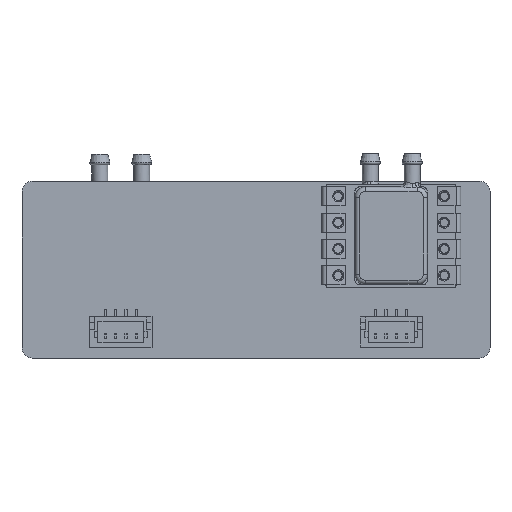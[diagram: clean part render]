
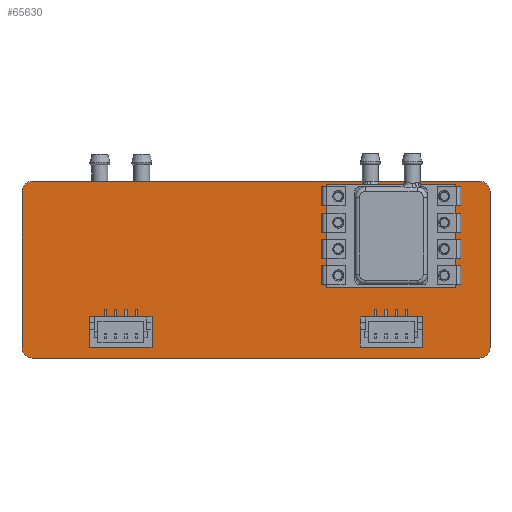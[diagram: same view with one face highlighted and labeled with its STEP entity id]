
A CAD part, top view. The second image highlights one B-rep face of the part: STEP entity #65630.
In plain terms, the highlighted planar face has unit normal (0, 0, 1).
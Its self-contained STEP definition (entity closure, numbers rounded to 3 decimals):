
#65000 = VERTEX_POINT('',#65001);
#65001 = CARTESIAN_POINT('',(-22.5,-16.,1.6));
#65008 = CYLINDRICAL_SURFACE('',#65009,1.);
#65009 = AXIS2_PLACEMENT_3D('',#65010,#65011,#65012);
#65010 = CARTESIAN_POINT('',(-21.5,-16.,0.));
#65011 = DIRECTION('',(-0.,-0.,-1.));
#65012 = DIRECTION('',(1.,0.,-0.));
#65020 = PLANE('',#65021);
#65021 = AXIS2_PLACEMENT_3D('',#65022,#65023,#65024);
#65022 = CARTESIAN_POINT('',(-22.5,-16.,0.));
#65023 = DIRECTION('',(-1.,0.,0.));
#65024 = DIRECTION('',(0.,1.,0.));
#65032 = EDGE_CURVE('',#65000,#65033,#65035,.T.);
#65033 = VERTEX_POINT('',#65034);
#65034 = CARTESIAN_POINT('',(-21.5,-17.,1.6));
#65035 = SURFACE_CURVE('',#65036,(#65041,#65048),.PCURVE_S1.);
#65036 = CIRCLE('',#65037,1.);
#65037 = AXIS2_PLACEMENT_3D('',#65038,#65039,#65040);
#65038 = CARTESIAN_POINT('',(-21.5,-16.,1.6));
#65039 = DIRECTION('',(0.,0.,1.));
#65040 = DIRECTION('',(1.,0.,-0.));
#65041 = PCURVE('',#65008,#65042);
#65042 = DEFINITIONAL_REPRESENTATION('',(#65043),#65047);
#65043 = LINE('',#65044,#65045);
#65044 = CARTESIAN_POINT('',(-0.,-1.6));
#65045 = VECTOR('',#65046,1.);
#65046 = DIRECTION('',(-1.,0.));
#65047 = ( GEOMETRIC_REPRESENTATION_CONTEXT(2) 
PARAMETRIC_REPRESENTATION_CONTEXT() REPRESENTATION_CONTEXT('2D SPACE',''
  ) );
#65048 = PCURVE('',#65049,#65054);
#65049 = PLANE('',#65050);
#65050 = AXIS2_PLACEMENT_3D('',#65051,#65052,#65053);
#65051 = CARTESIAN_POINT('',(0.,-8.5,1.6));
#65052 = DIRECTION('',(0.,0.,1.));
#65053 = DIRECTION('',(1.,0.,-0.));
#65054 = DEFINITIONAL_REPRESENTATION('',(#65055),#65059);
#65055 = CIRCLE('',#65056,1.);
#65056 = AXIS2_PLACEMENT_2D('',#65057,#65058);
#65057 = CARTESIAN_POINT('',(-21.5,-7.5));
#65058 = DIRECTION('',(1.,0.));
#65059 = ( GEOMETRIC_REPRESENTATION_CONTEXT(2) 
PARAMETRIC_REPRESENTATION_CONTEXT() REPRESENTATION_CONTEXT('2D SPACE',''
  ) );
#65077 = PLANE('',#65078);
#65078 = AXIS2_PLACEMENT_3D('',#65079,#65080,#65081);
#65079 = CARTESIAN_POINT('',(21.5,-17.,0.));
#65080 = DIRECTION('',(0.,-1.,0.));
#65081 = DIRECTION('',(-1.,0.,0.));
#65120 = EDGE_CURVE('',#65000,#65121,#65123,.T.);
#65121 = VERTEX_POINT('',#65122);
#65122 = CARTESIAN_POINT('',(-22.5,-1.,1.6));
#65123 = SURFACE_CURVE('',#65124,(#65128,#65135),.PCURVE_S1.);
#65124 = LINE('',#65125,#65126);
#65125 = CARTESIAN_POINT('',(-22.5,-16.,1.6));
#65126 = VECTOR('',#65127,1.);
#65127 = DIRECTION('',(0.,1.,0.));
#65128 = PCURVE('',#65020,#65129);
#65129 = DEFINITIONAL_REPRESENTATION('',(#65130),#65134);
#65130 = LINE('',#65131,#65132);
#65131 = CARTESIAN_POINT('',(0.,-1.6));
#65132 = VECTOR('',#65133,1.);
#65133 = DIRECTION('',(1.,0.));
#65134 = ( GEOMETRIC_REPRESENTATION_CONTEXT(2) 
PARAMETRIC_REPRESENTATION_CONTEXT() REPRESENTATION_CONTEXT('2D SPACE',''
  ) );
#65135 = PCURVE('',#65049,#65136);
#65136 = DEFINITIONAL_REPRESENTATION('',(#65137),#65141);
#65137 = LINE('',#65138,#65139);
#65138 = CARTESIAN_POINT('',(-22.5,-7.5));
#65139 = VECTOR('',#65140,1.);
#65140 = DIRECTION('',(0.,1.));
#65141 = ( GEOMETRIC_REPRESENTATION_CONTEXT(2) 
PARAMETRIC_REPRESENTATION_CONTEXT() REPRESENTATION_CONTEXT('2D SPACE',''
  ) );
#65159 = CYLINDRICAL_SURFACE('',#65160,1.);
#65160 = AXIS2_PLACEMENT_3D('',#65161,#65162,#65163);
#65161 = CARTESIAN_POINT('',(-21.5,-1.,0.));
#65162 = DIRECTION('',(-0.,-0.,-1.));
#65163 = DIRECTION('',(1.,0.,-0.));
#65198 = VERTEX_POINT('',#65199);
#65199 = CARTESIAN_POINT('',(-21.5,0.,1.6));
#65213 = PLANE('',#65214);
#65214 = AXIS2_PLACEMENT_3D('',#65215,#65216,#65217);
#65215 = CARTESIAN_POINT('',(-21.5,0.,0.));
#65216 = DIRECTION('',(0.,1.,0.));
#65217 = DIRECTION('',(1.,0.,0.));
#65225 = EDGE_CURVE('',#65198,#65121,#65226,.T.);
#65226 = SURFACE_CURVE('',#65227,(#65232,#65239),.PCURVE_S1.);
#65227 = CIRCLE('',#65228,1.);
#65228 = AXIS2_PLACEMENT_3D('',#65229,#65230,#65231);
#65229 = CARTESIAN_POINT('',(-21.5,-1.,1.6));
#65230 = DIRECTION('',(0.,0.,1.));
#65231 = DIRECTION('',(1.,0.,-0.));
#65232 = PCURVE('',#65159,#65233);
#65233 = DEFINITIONAL_REPRESENTATION('',(#65234),#65238);
#65234 = LINE('',#65235,#65236);
#65235 = CARTESIAN_POINT('',(-0.,-1.6));
#65236 = VECTOR('',#65237,1.);
#65237 = DIRECTION('',(-1.,0.));
#65238 = ( GEOMETRIC_REPRESENTATION_CONTEXT(2) 
PARAMETRIC_REPRESENTATION_CONTEXT() REPRESENTATION_CONTEXT('2D SPACE',''
  ) );
#65239 = PCURVE('',#65049,#65240);
#65240 = DEFINITIONAL_REPRESENTATION('',(#65241),#65245);
#65241 = CIRCLE('',#65242,1.);
#65242 = AXIS2_PLACEMENT_2D('',#65243,#65244);
#65243 = CARTESIAN_POINT('',(-21.5,7.5));
#65244 = DIRECTION('',(1.,0.));
#65245 = ( GEOMETRIC_REPRESENTATION_CONTEXT(2) 
PARAMETRIC_REPRESENTATION_CONTEXT() REPRESENTATION_CONTEXT('2D SPACE',''
  ) );
#65274 = EDGE_CURVE('',#65198,#65275,#65277,.T.);
#65275 = VERTEX_POINT('',#65276);
#65276 = CARTESIAN_POINT('',(21.5,0.,1.6));
#65277 = SURFACE_CURVE('',#65278,(#65282,#65289),.PCURVE_S1.);
#65278 = LINE('',#65279,#65280);
#65279 = CARTESIAN_POINT('',(-21.5,0.,1.6));
#65280 = VECTOR('',#65281,1.);
#65281 = DIRECTION('',(1.,0.,0.));
#65282 = PCURVE('',#65213,#65283);
#65283 = DEFINITIONAL_REPRESENTATION('',(#65284),#65288);
#65284 = LINE('',#65285,#65286);
#65285 = CARTESIAN_POINT('',(0.,-1.6));
#65286 = VECTOR('',#65287,1.);
#65287 = DIRECTION('',(1.,0.));
#65288 = ( GEOMETRIC_REPRESENTATION_CONTEXT(2) 
PARAMETRIC_REPRESENTATION_CONTEXT() REPRESENTATION_CONTEXT('2D SPACE',''
  ) );
#65289 = PCURVE('',#65049,#65290);
#65290 = DEFINITIONAL_REPRESENTATION('',(#65291),#65295);
#65291 = LINE('',#65292,#65293);
#65292 = CARTESIAN_POINT('',(-21.5,8.5));
#65293 = VECTOR('',#65294,1.);
#65294 = DIRECTION('',(1.,0.));
#65295 = ( GEOMETRIC_REPRESENTATION_CONTEXT(2) 
PARAMETRIC_REPRESENTATION_CONTEXT() REPRESENTATION_CONTEXT('2D SPACE',''
  ) );
#65313 = CYLINDRICAL_SURFACE('',#65314,1.);
#65314 = AXIS2_PLACEMENT_3D('',#65315,#65316,#65317);
#65315 = CARTESIAN_POINT('',(21.5,-1.,0.));
#65316 = DIRECTION('',(-0.,-0.,-1.));
#65317 = DIRECTION('',(1.,0.,-0.));
#65352 = VERTEX_POINT('',#65353);
#65353 = CARTESIAN_POINT('',(22.5,-1.,1.6));
#65367 = PLANE('',#65368);
#65368 = AXIS2_PLACEMENT_3D('',#65369,#65370,#65371);
#65369 = CARTESIAN_POINT('',(22.5,-1.,0.));
#65370 = DIRECTION('',(1.,0.,-0.));
#65371 = DIRECTION('',(0.,-1.,0.));
#65379 = EDGE_CURVE('',#65352,#65275,#65380,.T.);
#65380 = SURFACE_CURVE('',#65381,(#65386,#65393),.PCURVE_S1.);
#65381 = CIRCLE('',#65382,1.);
#65382 = AXIS2_PLACEMENT_3D('',#65383,#65384,#65385);
#65383 = CARTESIAN_POINT('',(21.5,-1.,1.6));
#65384 = DIRECTION('',(0.,0.,1.));
#65385 = DIRECTION('',(1.,0.,-0.));
#65386 = PCURVE('',#65313,#65387);
#65387 = DEFINITIONAL_REPRESENTATION('',(#65388),#65392);
#65388 = LINE('',#65389,#65390);
#65389 = CARTESIAN_POINT('',(-0.,-1.6));
#65390 = VECTOR('',#65391,1.);
#65391 = DIRECTION('',(-1.,0.));
#65392 = ( GEOMETRIC_REPRESENTATION_CONTEXT(2) 
PARAMETRIC_REPRESENTATION_CONTEXT() REPRESENTATION_CONTEXT('2D SPACE',''
  ) );
#65393 = PCURVE('',#65049,#65394);
#65394 = DEFINITIONAL_REPRESENTATION('',(#65395),#65399);
#65395 = CIRCLE('',#65396,1.);
#65396 = AXIS2_PLACEMENT_2D('',#65397,#65398);
#65397 = CARTESIAN_POINT('',(21.5,7.5));
#65398 = DIRECTION('',(1.,0.));
#65399 = ( GEOMETRIC_REPRESENTATION_CONTEXT(2) 
PARAMETRIC_REPRESENTATION_CONTEXT() REPRESENTATION_CONTEXT('2D SPACE',''
  ) );
#65428 = EDGE_CURVE('',#65352,#65429,#65431,.T.);
#65429 = VERTEX_POINT('',#65430);
#65430 = CARTESIAN_POINT('',(22.5,-16.,1.6));
#65431 = SURFACE_CURVE('',#65432,(#65436,#65443),.PCURVE_S1.);
#65432 = LINE('',#65433,#65434);
#65433 = CARTESIAN_POINT('',(22.5,-1.,1.6));
#65434 = VECTOR('',#65435,1.);
#65435 = DIRECTION('',(0.,-1.,0.));
#65436 = PCURVE('',#65367,#65437);
#65437 = DEFINITIONAL_REPRESENTATION('',(#65438),#65442);
#65438 = LINE('',#65439,#65440);
#65439 = CARTESIAN_POINT('',(0.,-1.6));
#65440 = VECTOR('',#65441,1.);
#65441 = DIRECTION('',(1.,0.));
#65442 = ( GEOMETRIC_REPRESENTATION_CONTEXT(2) 
PARAMETRIC_REPRESENTATION_CONTEXT() REPRESENTATION_CONTEXT('2D SPACE',''
  ) );
#65443 = PCURVE('',#65049,#65444);
#65444 = DEFINITIONAL_REPRESENTATION('',(#65445),#65449);
#65445 = LINE('',#65446,#65447);
#65446 = CARTESIAN_POINT('',(22.5,7.5));
#65447 = VECTOR('',#65448,1.);
#65448 = DIRECTION('',(0.,-1.));
#65449 = ( GEOMETRIC_REPRESENTATION_CONTEXT(2) 
PARAMETRIC_REPRESENTATION_CONTEXT() REPRESENTATION_CONTEXT('2D SPACE',''
  ) );
#65467 = CYLINDRICAL_SURFACE('',#65468,1.);
#65468 = AXIS2_PLACEMENT_3D('',#65469,#65470,#65471);
#65469 = CARTESIAN_POINT('',(21.5,-16.,0.));
#65470 = DIRECTION('',(-0.,-0.,-1.));
#65471 = DIRECTION('',(1.,0.,-0.));
#65506 = VERTEX_POINT('',#65507);
#65507 = CARTESIAN_POINT('',(21.5,-17.,1.6));
#65528 = EDGE_CURVE('',#65506,#65429,#65529,.T.);
#65529 = SURFACE_CURVE('',#65530,(#65535,#65542),.PCURVE_S1.);
#65530 = CIRCLE('',#65531,1.);
#65531 = AXIS2_PLACEMENT_3D('',#65532,#65533,#65534);
#65532 = CARTESIAN_POINT('',(21.5,-16.,1.6));
#65533 = DIRECTION('',(0.,0.,1.));
#65534 = DIRECTION('',(1.,0.,-0.));
#65535 = PCURVE('',#65467,#65536);
#65536 = DEFINITIONAL_REPRESENTATION('',(#65537),#65541);
#65537 = LINE('',#65538,#65539);
#65538 = CARTESIAN_POINT('',(-0.,-1.6));
#65539 = VECTOR('',#65540,1.);
#65540 = DIRECTION('',(-1.,0.));
#65541 = ( GEOMETRIC_REPRESENTATION_CONTEXT(2) 
PARAMETRIC_REPRESENTATION_CONTEXT() REPRESENTATION_CONTEXT('2D SPACE',''
  ) );
#65542 = PCURVE('',#65049,#65543);
#65543 = DEFINITIONAL_REPRESENTATION('',(#65544),#65548);
#65544 = CIRCLE('',#65545,1.);
#65545 = AXIS2_PLACEMENT_2D('',#65546,#65547);
#65546 = CARTESIAN_POINT('',(21.5,-7.5));
#65547 = DIRECTION('',(1.,0.));
#65548 = ( GEOMETRIC_REPRESENTATION_CONTEXT(2) 
PARAMETRIC_REPRESENTATION_CONTEXT() REPRESENTATION_CONTEXT('2D SPACE',''
  ) );
#65577 = EDGE_CURVE('',#65506,#65033,#65578,.T.);
#65578 = SURFACE_CURVE('',#65579,(#65583,#65590),.PCURVE_S1.);
#65579 = LINE('',#65580,#65581);
#65580 = CARTESIAN_POINT('',(21.5,-17.,1.6));
#65581 = VECTOR('',#65582,1.);
#65582 = DIRECTION('',(-1.,0.,0.));
#65583 = PCURVE('',#65077,#65584);
#65584 = DEFINITIONAL_REPRESENTATION('',(#65585),#65589);
#65585 = LINE('',#65586,#65587);
#65586 = CARTESIAN_POINT('',(0.,-1.6));
#65587 = VECTOR('',#65588,1.);
#65588 = DIRECTION('',(1.,0.));
#65589 = ( GEOMETRIC_REPRESENTATION_CONTEXT(2) 
PARAMETRIC_REPRESENTATION_CONTEXT() REPRESENTATION_CONTEXT('2D SPACE',''
  ) );
#65590 = PCURVE('',#65049,#65591);
#65591 = DEFINITIONAL_REPRESENTATION('',(#65592),#65596);
#65592 = LINE('',#65593,#65594);
#65593 = CARTESIAN_POINT('',(21.5,-8.5));
#65594 = VECTOR('',#65595,1.);
#65595 = DIRECTION('',(-1.,0.));
#65596 = ( GEOMETRIC_REPRESENTATION_CONTEXT(2) 
PARAMETRIC_REPRESENTATION_CONTEXT() REPRESENTATION_CONTEXT('2D SPACE',''
  ) );
#65630 = ADVANCED_FACE('',(#65631),#65049,.T.);
#65631 = FACE_BOUND('',#65632,.T.);
#65632 = EDGE_LOOP('',(#65633,#65634,#65635,#65636,#65637,#65638,#65639,
    #65640));
#65633 = ORIENTED_EDGE('',*,*,#65032,.T.);
#65634 = ORIENTED_EDGE('',*,*,#65577,.F.);
#65635 = ORIENTED_EDGE('',*,*,#65528,.T.);
#65636 = ORIENTED_EDGE('',*,*,#65428,.F.);
#65637 = ORIENTED_EDGE('',*,*,#65379,.T.);
#65638 = ORIENTED_EDGE('',*,*,#65274,.F.);
#65639 = ORIENTED_EDGE('',*,*,#65225,.T.);
#65640 = ORIENTED_EDGE('',*,*,#65120,.F.);
